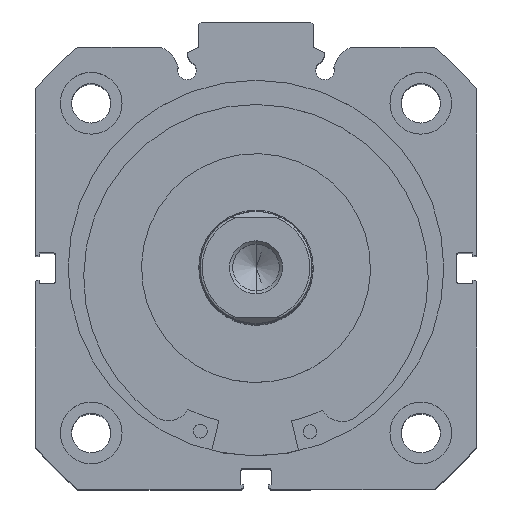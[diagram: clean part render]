
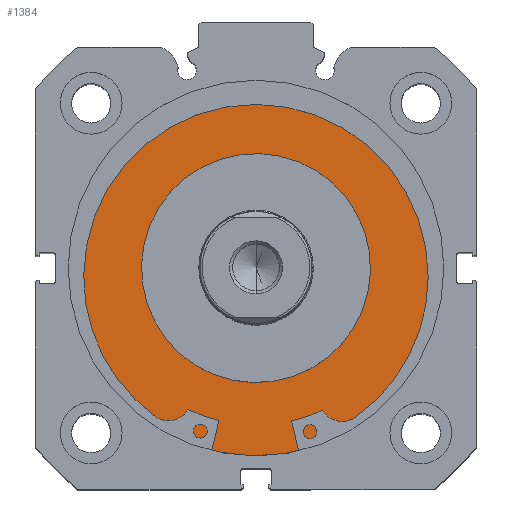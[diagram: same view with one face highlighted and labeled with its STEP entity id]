
A CAD part, top view. The second image highlights one B-rep face of the part: STEP entity #1384.
In plain terms, the highlighted face is planar.
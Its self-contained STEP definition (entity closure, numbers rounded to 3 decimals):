
#1384 = ADVANCED_FACE ( 'NONE', ( #4197, #4193 ), #1887, .F. ) ;
#1618 = EDGE_CURVE ( 'NONE', #2025, #1832, #4590, .T. ) ;
#1619 = EDGE_CURVE ( 'NONE', #1942, #2027, #4591, .T. ) ;
#1627 = EDGE_CURVE ( 'NONE', #1832, #2025, #4603, .T. ) ;
#1679 = EDGE_CURVE ( 'NONE', #2027, #1942, #4679, .T. ) ;
#1832 = VERTEX_POINT ( 'NONE', #5319 ) ;
#1887 = PLANE ( 'NONE',  #6590 ) ;
#1892 = DIRECTION ( 'NONE',  ( 1., 0., 0. ) ) ;
#1894 = DIRECTION ( 'NONE',  ( 0., 0., -1. ) ) ;
#1898 = CARTESIAN_POINT ( 'NONE',  ( 4., 41., 0. ) ) ;
#1942 = VERTEX_POINT ( 'NONE', #5375 ) ;
#2025 = VERTEX_POINT ( 'NONE', #5437 ) ;
#2027 = VERTEX_POINT ( 'NONE', #5439 ) ;
#3575 = ORIENTED_EDGE ( 'NONE', *, *, #1619, .T. ) ;
#3576 = ORIENTED_EDGE ( 'NONE', *, *, #1679, .T. ) ;
#3577 = ORIENTED_EDGE ( 'NONE', *, *, #1618, .F. ) ;
#3578 = ORIENTED_EDGE ( 'NONE', *, *, #1627, .F. ) ;
#3991 = EDGE_LOOP ( 'NONE', ( #3578, #3577 ) ) ;
#4014 = EDGE_LOOP ( 'NONE', ( #3576, #3575 ) ) ;
#4193 = FACE_OUTER_BOUND ( 'NONE', #4014, .T. ) ;
#4197 = FACE_BOUND ( 'NONE', #3991, .T. ) ;
#4590 = CIRCLE ( 'NONE', #6772, 25. ) ;
#4591 = CIRCLE ( 'NONE', #6774, 41. ) ;
#4603 = CIRCLE ( 'NONE', #6778, 25. ) ;
#4679 = CIRCLE ( 'NONE', #6805, 41. ) ;
#5118 = CARTESIAN_POINT ( 'NONE',  ( 4., 0., 0. ) ) ;
#5119 = DIRECTION ( 'NONE',  ( -1., 0., 0. ) ) ;
#5120 = DIRECTION ( 'NONE',  ( 0., 0., 1. ) ) ;
#5121 = CARTESIAN_POINT ( 'NONE',  ( 4., 0., 0. ) ) ;
#5122 = DIRECTION ( 'NONE',  ( -1., 0., 0. ) ) ;
#5123 = DIRECTION ( 'NONE',  ( 0., 0., 1. ) ) ;
#5142 = CARTESIAN_POINT ( 'NONE',  ( 4., 0., 0. ) ) ;
#5143 = DIRECTION ( 'NONE',  ( -1., 0., 0. ) ) ;
#5144 = DIRECTION ( 'NONE',  ( 0., 0., 1. ) ) ;
#5272 = CARTESIAN_POINT ( 'NONE',  ( 4., 0., 0. ) ) ;
#5274 = DIRECTION ( 'NONE',  ( -1., 0., 0. ) ) ;
#5275 = DIRECTION ( 'NONE',  ( 0., 0., 1. ) ) ;
#5319 = CARTESIAN_POINT ( 'NONE',  ( 4., 0., 25. ) ) ;
#5375 = CARTESIAN_POINT ( 'NONE',  ( 4., 0., -41. ) ) ;
#5437 = CARTESIAN_POINT ( 'NONE',  ( 4., 0., -25. ) ) ;
#5439 = CARTESIAN_POINT ( 'NONE',  ( 4., 0., 41. ) ) ;
#6590 = AXIS2_PLACEMENT_3D ( 'NONE', #1898, #1892, #1894 ) ;
#6772 = AXIS2_PLACEMENT_3D ( 'NONE', #5118, #5119, #5120 ) ;
#6774 = AXIS2_PLACEMENT_3D ( 'NONE', #5121, #5122, #5123 ) ;
#6778 = AXIS2_PLACEMENT_3D ( 'NONE', #5142, #5143, #5144 ) ;
#6805 = AXIS2_PLACEMENT_3D ( 'NONE', #5272, #5274, #5275 ) ;
